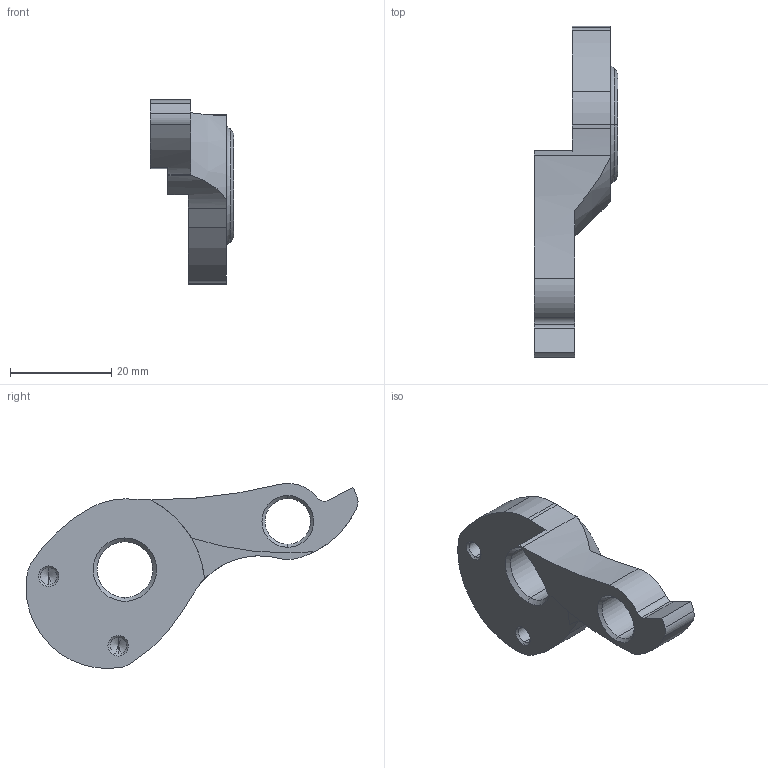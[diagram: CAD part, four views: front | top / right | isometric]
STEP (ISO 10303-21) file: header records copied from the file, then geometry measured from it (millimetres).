
FILE_DESCRIPTION (( 'STEP AP214' ), '1' );
FILE_NAME ('DR4191.STEP', '2018-03-23T16:53:52', ( '' ), ( '' ), 'SwSTEP 2.0', 'SolidWorks 2018', '' );
FILE_SCHEMA (( 'AUTOMOTIVE_DESIGN' ));
Length unit declared in the file: millimetre
Products named in the file (1): DR4191
Bounding box: 16.5 x 65.48 x 36.47 mm (x, y, z)
Volume: 9142.7 mm3; surface area: 4434.5 mm2
Topology: 1 solids, 1 shells, 58 faces, 147 edges, 90 vertices
Faces by surface type: cylinder 29, cone 19, plane 8, torus 2
Entity records: 1891 total; most frequent: DIRECTION 345, CARTESIAN_POINT 312, ORIENTED_EDGE 286, AXIS2_PLACEMENT_3D 145, EDGE_CURVE 143, VERTEX_POINT 90, CIRCLE 86, EDGE_LOOP 65
